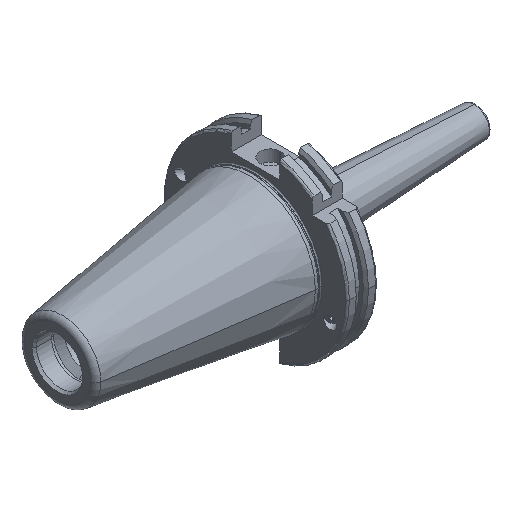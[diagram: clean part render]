
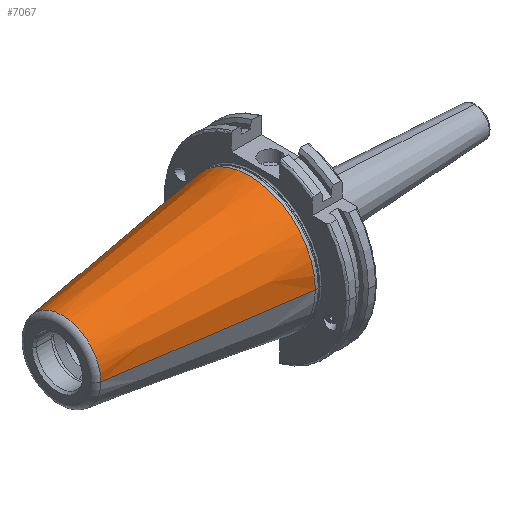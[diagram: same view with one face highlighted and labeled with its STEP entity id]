
A CAD part, isometric view. The second image highlights one B-rep face of the part: STEP entity #7067.
In plain terms, the highlighted conical face has half-angle 8.297 degrees and reference radius 34.925 mm.
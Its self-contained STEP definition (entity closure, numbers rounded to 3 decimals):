
#62 = CARTESIAN_POINT ( 'NONE',  ( -99.183, 0., 0. ) ) ;
#987 = CARTESIAN_POINT ( 'NONE',  ( 0., 0., 0. ) ) ;
#990 = CIRCLE ( 'NONE', #1109, 34.925 ) ;
#1109 = AXIS2_PLACEMENT_3D ( 'NONE', #4833, #6596, #4979 ) ;
#1138 = CARTESIAN_POINT ( 'NONE',  ( 0., -34.925, 0. ) ) ;
#1258 = EDGE_CURVE ( 'NONE', #5700, #2866, #6194, .T. ) ;
#1328 = DIRECTION ( 'NONE',  ( -1., 0., 0. ) ) ;
#1492 = CONICAL_SURFACE ( 'NONE', #3810, 34.925, 0.145 ) ;
#2174 = DIRECTION ( 'NONE',  ( 1., 0., 0. ) ) ;
#2355 = FACE_OUTER_BOUND ( 'NONE', #7277, .T. ) ;
#2433 = DIRECTION ( 'NONE',  ( 0., -1., 0. ) ) ;
#2842 = CARTESIAN_POINT ( 'NONE',  ( 0., 34.925, 0. ) ) ;
#2866 = VERTEX_POINT ( 'NONE', #2842 ) ;
#3394 = EDGE_CURVE ( 'NONE', #3844, #4505, #6809, .T. ) ;
#3676 = AXIS2_PLACEMENT_3D ( 'NONE', #62, #1328, #2433 ) ;
#3810 = AXIS2_PLACEMENT_3D ( 'NONE', #987, #2174, #5065 ) ;
#3844 = VERTEX_POINT ( 'NONE', #6295 ) ;
#3930 = VECTOR ( 'NONE', #6728, 1000. ) ;
#4505 = VERTEX_POINT ( 'NONE', #1138 ) ;
#4521 = CIRCLE ( 'NONE', #3676, 20.461 ) ;
#4833 = CARTESIAN_POINT ( 'NONE',  ( 0., 0., 0. ) ) ;
#4913 = CARTESIAN_POINT ( 'NONE',  ( 0., 34.925, 0. ) ) ;
#4979 = DIRECTION ( 'NONE',  ( 0., -1., 0. ) ) ;
#5007 = ORIENTED_EDGE ( 'NONE', *, *, #3394, .T. ) ;
#5065 = DIRECTION ( 'NONE',  ( 0., 1., 0. ) ) ;
#5369 = CARTESIAN_POINT ( 'NONE',  ( -99.183, 20.461, 0. ) ) ;
#5700 = VERTEX_POINT ( 'NONE', #5369 ) ;
#5798 = ORIENTED_EDGE ( 'NONE', *, *, #1258, .F. ) ;
#5902 = EDGE_CURVE ( 'NONE', #3844, #5700, #4521, .T. ) ;
#6194 = LINE ( 'NONE', #4913, #3930 ) ;
#6295 = CARTESIAN_POINT ( 'NONE',  ( -99.183, -20.461, 0. ) ) ;
#6305 = CARTESIAN_POINT ( 'NONE',  ( 0., -34.925, 0. ) ) ;
#6596 = DIRECTION ( 'NONE',  ( -1., 0., 0. ) ) ;
#6634 = VECTOR ( 'NONE', #7411, 1000. ) ;
#6638 = ORIENTED_EDGE ( 'NONE', *, *, #6972, .T. ) ;
#6728 = DIRECTION ( 'NONE',  ( 0.99, 0.144, 0. ) ) ;
#6809 = LINE ( 'NONE', #6305, #6634 ) ;
#6972 = EDGE_CURVE ( 'NONE', #4505, #2866, #990, .T. ) ;
#7067 = ADVANCED_FACE ( 'NONE', ( #2355 ), #1492, .T. ) ;
#7277 = EDGE_LOOP ( 'NONE', ( #7498, #5007, #6638, #5798 ) ) ;
#7411 = DIRECTION ( 'NONE',  ( 0.99, -0.144, 0. ) ) ;
#7498 = ORIENTED_EDGE ( 'NONE', *, *, #5902, .F. ) ;
